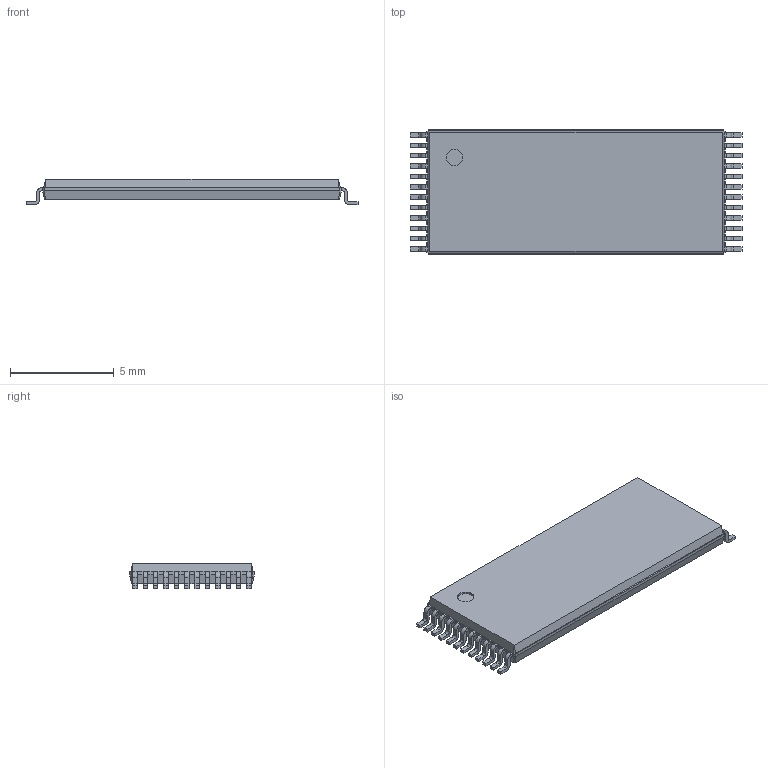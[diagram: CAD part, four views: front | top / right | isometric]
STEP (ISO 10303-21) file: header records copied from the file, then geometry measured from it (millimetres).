
FILE_DESCRIPTION(/* description */ ('model of TSOP-I-24_14.4x6mm_P0.5mm'),/* implementation_level */ '2;1');
FILE_NAME(/* name */ 'TSOP-I-24_14.4x6mm_P0.5mm.step',/* time_stamp */ '2021-04-11T14:45:48',/* author */ ('kicad StepUp','ksu'),/* organization */ ('FreeCAD'),/* preprocessor_version */ 'OCC',/* originating_system */ 'kicad StepUp',/* authorisation */ '');
FILE_SCHEMA(('AUTOMOTIVE_DESIGN { 1 0 10303 214 1 1 1 1 }'));
Length unit declared in the file: millimetre
Products named in the file (1): TSOP_I_24_144x6mm_P05mm
Bounding box: 16 x 6 x 1.25 mm (x, y, z)
Volume: 85 mm3; surface area: 230.2 mm2
Topology: 1 solids, 1 shells, 396 faces, 1059 edges, 666 vertices
Faces by surface type: plane 251, cylinder 97, bspline 48
Full cylindrical faces by diameter (mm): 0.8 x1
Entity records: 14871 total; most frequent: CARTESIAN_POINT 2298, ORIENTED_EDGE 2118, DIRECTION 1919, EDGE_CURVE 1059, LINE 833, VECTOR 833, VERTEX_POINT 666, AXIS2_PLACEMENT_3D 543
